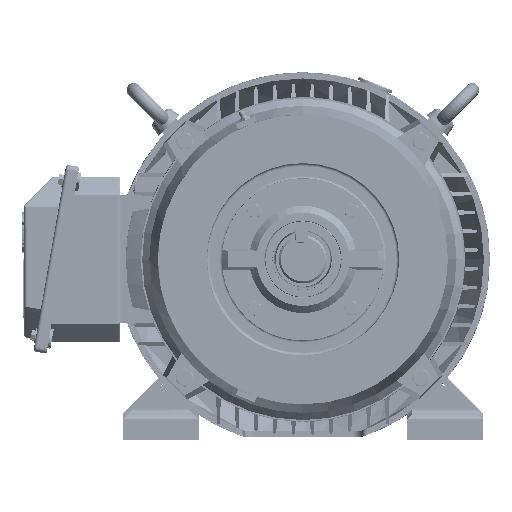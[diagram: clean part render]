
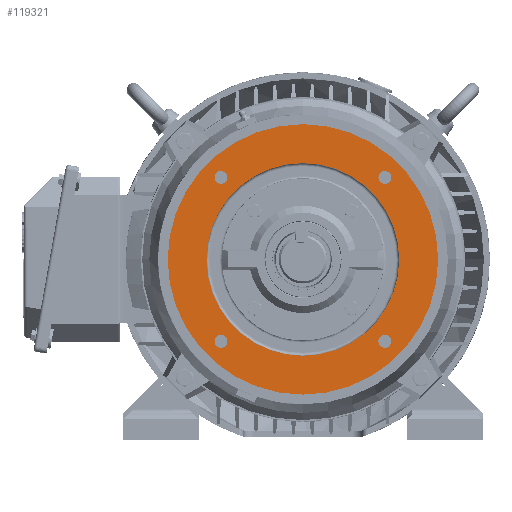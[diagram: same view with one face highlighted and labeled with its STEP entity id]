
A CAD part, left-side view. The second image highlights one B-rep face of the part: STEP entity #119321.
In plain terms, the highlighted planar face has unit normal (-1, 0, 0).
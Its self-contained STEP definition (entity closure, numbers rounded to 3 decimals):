
#14334 = DIRECTION ( 'NONE',  ( -1., 0., 0. ) ) ;
#14357 = CARTESIAN_POINT ( 'NONE',  ( 0., -87.172, -80.822 ) ) ;
#14358 = CARTESIAN_POINT ( 'NONE',  ( 0., -74.472, -80.822 ) ) ;
#14407 = CARTESIAN_POINT ( 'NONE',  ( 0., -87.172, 80.822 ) ) ;
#14408 = CARTESIAN_POINT ( 'NONE',  ( 0., 74.472, -80.822 ) ) ;
#14409 = DIRECTION ( 'NONE',  ( 0., -1., 0. ) ) ;
#14410 = DIRECTION ( 'NONE',  ( -1., 0., 0. ) ) ;
#14411 = CARTESIAN_POINT ( 'NONE',  ( 0., 80.822, -80.822 ) ) ;
#14412 = AXIS2_PLACEMENT_3D ( 'NONE', #14411, #14410, #14409 ) ;
#14413 = CIRCLE ( 'NONE', #14412, 6.35 ) ;
#14414 = CARTESIAN_POINT ( 'NONE',  ( 0., 87.172, -80.822 ) ) ;
#14436 = DIRECTION ( 'NONE',  ( 0., -1., 0. ) ) ;
#14437 = DIRECTION ( 'NONE',  ( -1., 0., 0. ) ) ;
#14438 = CARTESIAN_POINT ( 'NONE',  ( 0., -80.822, -80.822 ) ) ;
#14439 = AXIS2_PLACEMENT_3D ( 'NONE', #14438, #14437, #14436 ) ;
#14440 = CIRCLE ( 'NONE', #14439, 6.35 ) ;
#14441 = CARTESIAN_POINT ( 'NONE',  ( 0., 74.472, 80.822 ) ) ;
#14442 = DIRECTION ( 'NONE',  ( 0., -1., 0. ) ) ;
#14443 = DIRECTION ( 'NONE',  ( -1., 0., 0. ) ) ;
#14444 = CARTESIAN_POINT ( 'NONE',  ( 0., 80.822, 80.822 ) ) ;
#14445 = AXIS2_PLACEMENT_3D ( 'NONE', #14444, #14443, #14442 ) ;
#14446 = CIRCLE ( 'NONE', #14445, 6.35 ) ;
#14447 = CARTESIAN_POINT ( 'NONE',  ( 0., 87.172, 80.822 ) ) ;
#14473 = DIRECTION ( 'NONE',  ( 0., -1., 0. ) ) ;
#14474 = DIRECTION ( 'NONE',  ( -1., 0., 0. ) ) ;
#14475 = CARTESIAN_POINT ( 'NONE',  ( 0., -80.822, 80.822 ) ) ;
#14476 = AXIS2_PLACEMENT_3D ( 'NONE', #14475, #14474, #14473 ) ;
#14477 = CIRCLE ( 'NONE', #14476, 6.35 ) ;
#14478 = CARTESIAN_POINT ( 'NONE',  ( 0., -74.472, 80.822 ) ) ;
#14555 = CARTESIAN_POINT ( 'NONE',  ( 0., -95., 0. ) ) ;
#14556 = DIRECTION ( 'NONE',  ( 0., -1., 0. ) ) ;
#14557 = DIRECTION ( 'NONE',  ( -1., 0., 0. ) ) ;
#14558 = CARTESIAN_POINT ( 'NONE',  ( 0., 0., 0. ) ) ;
#14559 = AXIS2_PLACEMENT_3D ( 'NONE', #14558, #14557, #14556 ) ;
#14560 = CIRCLE ( 'NONE', #14559, 95. ) ;
#14561 = CARTESIAN_POINT ( 'NONE',  ( 0., 95., 0. ) ) ;
#14835 = AXIS2_PLACEMENT_3D ( 'NONE', #15061, #14334, #15119 ) ;
#15061 = CARTESIAN_POINT ( 'NONE',  ( 0., 0., 0. ) ) ;
#15062 = CIRCLE ( 'NONE', #14835, 133.35 ) ;
#15064 = CARTESIAN_POINT ( 'NONE',  ( 0., 133.35, 0. ) ) ;
#15118 = CARTESIAN_POINT ( 'NONE',  ( 0., -133.35, 0. ) ) ;
#15119 = DIRECTION ( 'NONE',  ( 0., -1., 0. ) ) ;
#41382 = DIRECTION ( 'NONE',  ( 0., -1., 0. ) ) ;
#41383 = DIRECTION ( 'NONE',  ( -1., 0., 0. ) ) ;
#41384 = CARTESIAN_POINT ( 'NONE',  ( 0., -80.822, -80.822 ) ) ;
#41385 = AXIS2_PLACEMENT_3D ( 'NONE', #41384, #41383, #41382 ) ;
#41386 = CIRCLE ( 'NONE', #41385, 6.35 ) ;
#41387 = DIRECTION ( 'NONE',  ( 0., -1., 0. ) ) ;
#41388 = DIRECTION ( 'NONE',  ( -1., 0., 0. ) ) ;
#41389 = CARTESIAN_POINT ( 'NONE',  ( 0., 80.822, -80.822 ) ) ;
#41390 = AXIS2_PLACEMENT_3D ( 'NONE', #41389, #41388, #41387 ) ;
#41391 = CIRCLE ( 'NONE', #41390, 6.35 ) ;
#41392 = DIRECTION ( 'NONE',  ( 0., -1., 0. ) ) ;
#41393 = DIRECTION ( 'NONE',  ( -1., 0., 0. ) ) ;
#41394 = CARTESIAN_POINT ( 'NONE',  ( 0., 0., 0. ) ) ;
#41395 = AXIS2_PLACEMENT_3D ( 'NONE', #41394, #41393, #41392 ) ;
#41396 = CIRCLE ( 'NONE', #41395, 133.35 ) ;
#41412 = DIRECTION ( 'NONE',  ( 0., -1., 0. ) ) ;
#41413 = DIRECTION ( 'NONE',  ( -1., 0., 0. ) ) ;
#41414 = CARTESIAN_POINT ( 'NONE',  ( 0., 80.822, 80.822 ) ) ;
#41415 = AXIS2_PLACEMENT_3D ( 'NONE', #41414, #41413, #41412 ) ;
#41416 = CIRCLE ( 'NONE', #41415, 6.35 ) ;
#41417 = DIRECTION ( 'NONE',  ( 0., -1., 0. ) ) ;
#41418 = DIRECTION ( 'NONE',  ( -1., 0., 0. ) ) ;
#41419 = CARTESIAN_POINT ( 'NONE',  ( 0., -80.822, 80.822 ) ) ;
#41420 = AXIS2_PLACEMENT_3D ( 'NONE', #41419, #41418, #41417 ) ;
#41421 = CIRCLE ( 'NONE', #41420, 6.35 ) ;
#41422 = DIRECTION ( 'NONE',  ( 0., -1., 0. ) ) ;
#41423 = DIRECTION ( 'NONE',  ( -1., 0., 0. ) ) ;
#41424 = AXIS2_PLACEMENT_3D ( 'NONE', #41430, #41423, #41422 ) ;
#41425 = CIRCLE ( 'NONE', #41424, 95. ) ;
#41426 = DIRECTION ( 'NONE',  ( 0., 1., 0. ) ) ;
#41427 = DIRECTION ( 'NONE',  ( 1., 0., 0. ) ) ;
#41428 = CARTESIAN_POINT ( 'NONE',  ( 0., 95., 0. ) ) ;
#41429 = AXIS2_PLACEMENT_3D ( 'NONE', #41428, #41427, #41426 ) ;
#41430 = CARTESIAN_POINT ( 'NONE',  ( 0., 0., 0. ) ) ;
#41431 = PLANE ( 'NONE',  #41429 ) ;
#41432 = FACE_BOUND ( 'NONE', #119315, .T. ) ;
#41433 = FACE_BOUND ( 'NONE', #119311, .T. ) ;
#41434 = FACE_OUTER_BOUND ( 'NONE', #119334, .T. ) ;
#41435 = FACE_BOUND ( 'NONE', #119330, .T. ) ;
#41436 = FACE_BOUND ( 'NONE', #119326, .T. ) ;
#41437 = FACE_BOUND ( 'NONE', #119322, .T. ) ;
#107151 = VERTEX_POINT ( 'NONE', #14358 ) ;
#107152 = VERTEX_POINT ( 'NONE', #14357 ) ;
#107186 = VERTEX_POINT ( 'NONE', #14414 ) ;
#107188 = EDGE_CURVE ( 'NONE', #107186, #107189, #14413, .T. ) ;
#107189 = VERTEX_POINT ( 'NONE', #14408 ) ;
#107192 = VERTEX_POINT ( 'NONE', #14407 ) ;
#107203 = VERTEX_POINT ( 'NONE', #14447 ) ;
#107205 = EDGE_CURVE ( 'NONE', #107203, #107206, #14446, .T. ) ;
#107206 = VERTEX_POINT ( 'NONE', #14441 ) ;
#107208 = EDGE_CURVE ( 'NONE', #107151, #107152, #14440, .T. ) ;
#107219 = VERTEX_POINT ( 'NONE', #14478 ) ;
#107221 = EDGE_CURVE ( 'NONE', #107219, #107192, #14477, .T. ) ;
#107271 = VERTEX_POINT ( 'NONE', #14561 ) ;
#107273 = EDGE_CURVE ( 'NONE', #107271, #107274, #14560, .T. ) ;
#107274 = VERTEX_POINT ( 'NONE', #14555 ) ;
#107520 = VERTEX_POINT ( 'NONE', #15064 ) ;
#107522 = EDGE_CURVE ( 'NONE', #107523, #107520, #15062, .T. ) ;
#107523 = VERTEX_POINT ( 'NONE', #15118 ) ;
#119309 = ORIENTED_EDGE ( 'NONE', *, *, #119310, .T. ) ;
#119310 = EDGE_CURVE ( 'NONE', #107520, #107523, #41396, .T. ) ;
#119311 = EDGE_LOOP ( 'NONE', ( #119312, #119314 ) ) ;
#119312 = ORIENTED_EDGE ( 'NONE', *, *, #119313, .F. ) ;
#119313 = EDGE_CURVE ( 'NONE', #107189, #107186, #41391, .T. ) ;
#119314 = ORIENTED_EDGE ( 'NONE', *, *, #107188, .F. ) ;
#119315 = EDGE_LOOP ( 'NONE', ( #119316, #119318 ) ) ;
#119316 = ORIENTED_EDGE ( 'NONE', *, *, #119317, .F. ) ;
#119317 = EDGE_CURVE ( 'NONE', #107152, #107151, #41386, .T. ) ;
#119318 = ORIENTED_EDGE ( 'NONE', *, *, #107208, .F. ) ;
#119321 = ADVANCED_FACE ( 'NONE', ( #41437, #41436, #41435, #41434, #41433, #41432 ), #41431, .F. ) ;
#119322 = EDGE_LOOP ( 'NONE', ( #119323, #119325 ) ) ;
#119323 = ORIENTED_EDGE ( 'NONE', *, *, #119324, .F. ) ;
#119324 = EDGE_CURVE ( 'NONE', #107274, #107271, #41425, .T. ) ;
#119325 = ORIENTED_EDGE ( 'NONE', *, *, #107273, .F. ) ;
#119326 = EDGE_LOOP ( 'NONE', ( #119327, #119329 ) ) ;
#119327 = ORIENTED_EDGE ( 'NONE', *, *, #119328, .F. ) ;
#119328 = EDGE_CURVE ( 'NONE', #107192, #107219, #41421, .T. ) ;
#119329 = ORIENTED_EDGE ( 'NONE', *, *, #107221, .F. ) ;
#119330 = EDGE_LOOP ( 'NONE', ( #119331, #119333 ) ) ;
#119331 = ORIENTED_EDGE ( 'NONE', *, *, #119332, .F. ) ;
#119332 = EDGE_CURVE ( 'NONE', #107206, #107203, #41416, .T. ) ;
#119333 = ORIENTED_EDGE ( 'NONE', *, *, #107205, .F. ) ;
#119334 = EDGE_LOOP ( 'NONE', ( #119335, #119309 ) ) ;
#119335 = ORIENTED_EDGE ( 'NONE', *, *, #107522, .T. ) ;
